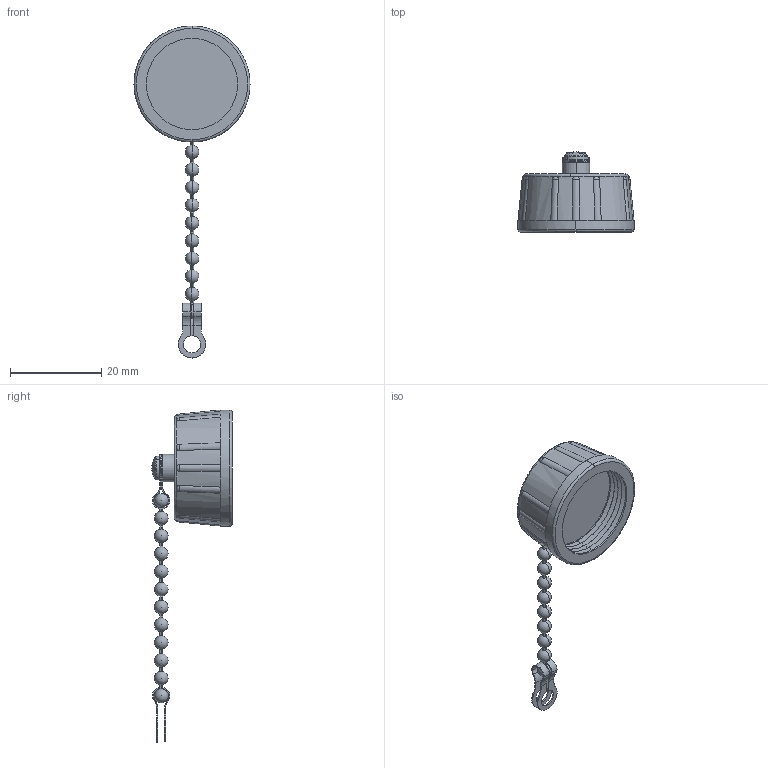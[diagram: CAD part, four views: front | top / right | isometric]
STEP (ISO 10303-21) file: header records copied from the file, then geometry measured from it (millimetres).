
FILE_DESCRIPTION (( 'STEP AP214' ), '1' );
FILE_NAME ('WPUSB-CVR.STEP', '2019-01-18T18:48:09', ( '' ), ( '' ), 'SwSTEP 2.0', 'SolidWorks 2017', '' );
FILE_SCHEMA (( 'AUTOMOTIVE_DESIGN' ));
Length unit declared in the file: inch
Products named in the file (7): WPUSB-CVR-MA4; WPUSB-CVR-MA2; WPUSB-CVR-MA3; WPUSB-CVR-MA2_Closed; WPUSB-CVR-MA1; WPUSB-CVR; WPUSB-CVR-MA5
Assembly tree (6 placements, depth 2):
  WPUSB-CVR
    WPUSB-CVR-MA1
    WPUSB-CVR-MA2_Closed
    WPUSB-CVR-MA3
    WPUSB-CVR-MA2
    WPUSB-CVR-MA4
    WPUSB-CVR-MA5
Bounding box: 25.4 x 17.54 x 72.67 mm (x, y, z)
Volume: 4198.3 mm3; surface area: 4758 mm2
Topology: 6 solids, 6 shells, 314 faces, 882 edges, 557 vertices
Faces by surface type: cylinder 147, plane 65, cone 56, sphere 38, bspline 4, torus 4
Entity records: 11539 total; most frequent: CARTESIAN_POINT 2660, DIRECTION 1842, ORIENTED_EDGE 1640, EDGE_CURVE 820, AXIS2_PLACEMENT_3D 789, VERTEX_POINT 521, CIRCLE 470, EDGE_LOOP 325
